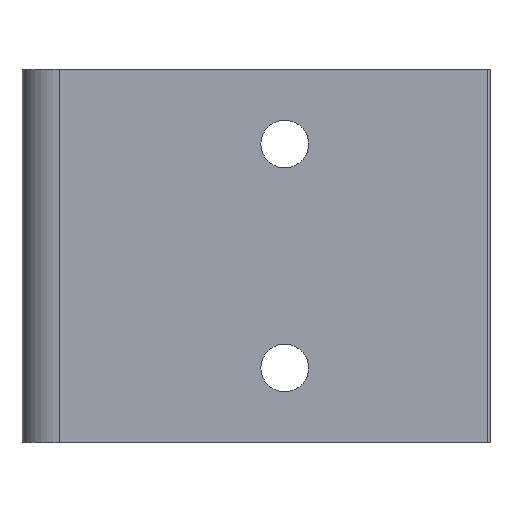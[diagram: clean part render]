
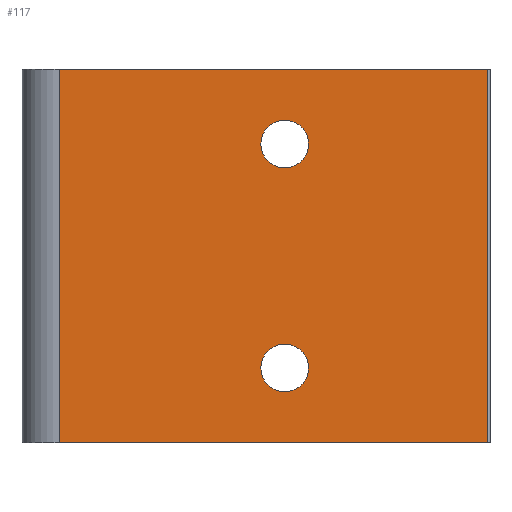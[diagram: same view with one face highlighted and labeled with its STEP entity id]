
A CAD part, front view. The second image highlights one B-rep face of the part: STEP entity #117.
In plain terms, the highlighted planar face has unit normal (0, -1, 0).
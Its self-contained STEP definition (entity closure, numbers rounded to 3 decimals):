
#16 = CARTESIAN_POINT ( 'NONE',  ( 30.2, -5., -15. ) ) ;
#32 = CIRCLE ( 'NONE', #756, 3.2 ) ;
#38 = VERTEX_POINT ( 'NONE', #729 ) ;
#43 = DIRECTION ( 'NONE',  ( 0., -1., 0. ) ) ;
#81 = EDGE_CURVE ( 'NONE', #190, #207, #187, .T. ) ;
#89 = DIRECTION ( 'NONE',  ( 0., 0., -1. ) ) ;
#98 = CARTESIAN_POINT ( 'NONE',  ( 30.2, -5., -11.8 ) ) ;
#116 = ORIENTED_EDGE ( 'NONE', *, *, #266, .F. ) ;
#117 = ADVANCED_FACE ( 'NONE', ( #335, #703, #888 ), #520, .F. ) ;
#128 = CIRCLE ( 'NONE', #397, 3.2 ) ;
#140 = EDGE_LOOP ( 'NONE', ( #451, #116 ) ) ;
#159 = LINE ( 'NONE', #476, #334 ) ;
#161 = VERTEX_POINT ( 'NONE', #299 ) ;
#177 = ORIENTED_EDGE ( 'NONE', *, *, #638, .T. ) ;
#179 = CARTESIAN_POINT ( 'NONE',  ( 30.2, -5., 15. ) ) ;
#187 = LINE ( 'NONE', #289, #376 ) ;
#190 = VERTEX_POINT ( 'NONE', #237 ) ;
#199 = VERTEX_POINT ( 'NONE', #98 ) ;
#207 = VERTEX_POINT ( 'NONE', #384 ) ;
#215 = CIRCLE ( 'NONE', #851, 3.2 ) ;
#226 = DIRECTION ( 'NONE',  ( 0., 0., 1. ) ) ;
#233 = DIRECTION ( 'NONE',  ( 0., 0., -1. ) ) ;
#237 = CARTESIAN_POINT ( 'NONE',  ( 0., -5., 25. ) ) ;
#247 = DIRECTION ( 'NONE',  ( 0., 0., 1. ) ) ;
#249 = CARTESIAN_POINT ( 'NONE',  ( 30.2, -5., 15. ) ) ;
#261 = AXIS2_PLACEMENT_3D ( 'NONE', #602, #872, #226 ) ;
#266 = EDGE_CURVE ( 'NONE', #199, #38, #32, .T. ) ;
#269 = VECTOR ( 'NONE', #233, 1000. ) ;
#277 = EDGE_CURVE ( 'NONE', #608, #161, #215, .T. ) ;
#289 = CARTESIAN_POINT ( 'NONE',  ( 0., -5., 25. ) ) ;
#299 = CARTESIAN_POINT ( 'NONE',  ( 30.2, -5., 18.2 ) ) ;
#326 = DIRECTION ( 'NONE',  ( 0., 0., 1. ) ) ;
#334 = VECTOR ( 'NONE', #913, 1000. ) ;
#335 = FACE_BOUND ( 'NONE', #140, .T. ) ;
#354 = VECTOR ( 'NONE', #546, 1000. ) ;
#376 = VECTOR ( 'NONE', #594, 1000. ) ;
#382 = CIRCLE ( 'NONE', #635, 3.2 ) ;
#384 = CARTESIAN_POINT ( 'NONE',  ( 57.4, -5., 25. ) ) ;
#395 = CARTESIAN_POINT ( 'NONE',  ( 30.2, -5., 11.8 ) ) ;
#397 = AXIS2_PLACEMENT_3D ( 'NONE', #16, #522, #89 ) ;
#403 = EDGE_CURVE ( 'NONE', #38, #199, #128, .T. ) ;
#436 = ORIENTED_EDGE ( 'NONE', *, *, #447, .T. ) ;
#447 = EDGE_CURVE ( 'NONE', #190, #859, #471, .T. ) ;
#451 = ORIENTED_EDGE ( 'NONE', *, *, #403, .F. ) ;
#467 = CARTESIAN_POINT ( 'NONE',  ( 57.4, -5., 25. ) ) ;
#468 = CARTESIAN_POINT ( 'NONE',  ( 30.2, -5., -15. ) ) ;
#471 = LINE ( 'NONE', #603, #269 ) ;
#476 = CARTESIAN_POINT ( 'NONE',  ( 0., -5., -25. ) ) ;
#520 = PLANE ( 'NONE',  #261 ) ;
#522 = DIRECTION ( 'NONE',  ( 0., -1., 0. ) ) ;
#546 = DIRECTION ( 'NONE',  ( 0., 0., 1. ) ) ;
#547 = DIRECTION ( 'NONE',  ( 0., 0., -1. ) ) ;
#591 = EDGE_CURVE ( 'NONE', #736, #207, #943, .T. ) ;
#594 = DIRECTION ( 'NONE',  ( 1., 0., 0. ) ) ;
#602 = CARTESIAN_POINT ( 'NONE',  ( 0., -5., 25. ) ) ;
#603 = CARTESIAN_POINT ( 'NONE',  ( 0., -5., 25. ) ) ;
#608 = VERTEX_POINT ( 'NONE', #395 ) ;
#617 = ORIENTED_EDGE ( 'NONE', *, *, #591, .T. ) ;
#628 = CARTESIAN_POINT ( 'NONE',  ( 57.4, -5., -25. ) ) ;
#635 = AXIS2_PLACEMENT_3D ( 'NONE', #249, #768, #326 ) ;
#638 = EDGE_CURVE ( 'NONE', #859, #736, #159, .T. ) ;
#672 = ORIENTED_EDGE ( 'NONE', *, *, #277, .T. ) ;
#689 = DIRECTION ( 'NONE',  ( 0., 1., 0. ) ) ;
#703 = FACE_BOUND ( 'NONE', #798, .T. ) ;
#715 = EDGE_CURVE ( 'NONE', #161, #608, #382, .T. ) ;
#729 = CARTESIAN_POINT ( 'NONE',  ( 30.2, -5., -18.2 ) ) ;
#736 = VERTEX_POINT ( 'NONE', #628 ) ;
#737 = EDGE_LOOP ( 'NONE', ( #177, #617, #923, #436 ) ) ;
#756 = AXIS2_PLACEMENT_3D ( 'NONE', #468, #43, #547 ) ;
#768 = DIRECTION ( 'NONE',  ( 0., 1., 0. ) ) ;
#798 = EDGE_LOOP ( 'NONE', ( #904, #672 ) ) ;
#851 = AXIS2_PLACEMENT_3D ( 'NONE', #179, #689, #247 ) ;
#852 = CARTESIAN_POINT ( 'NONE',  ( 0., -5., -25. ) ) ;
#859 = VERTEX_POINT ( 'NONE', #852 ) ;
#872 = DIRECTION ( 'NONE',  ( 0., 1., 0. ) ) ;
#888 = FACE_OUTER_BOUND ( 'NONE', #737, .T. ) ;
#904 = ORIENTED_EDGE ( 'NONE', *, *, #715, .T. ) ;
#913 = DIRECTION ( 'NONE',  ( 1., 0., 0. ) ) ;
#923 = ORIENTED_EDGE ( 'NONE', *, *, #81, .F. ) ;
#943 = LINE ( 'NONE', #467, #354 ) ;
